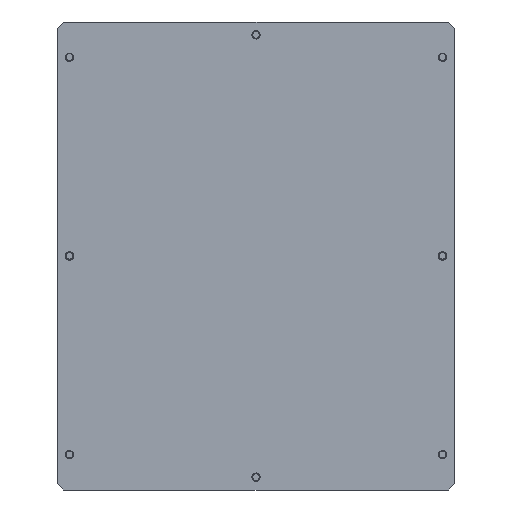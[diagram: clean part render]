
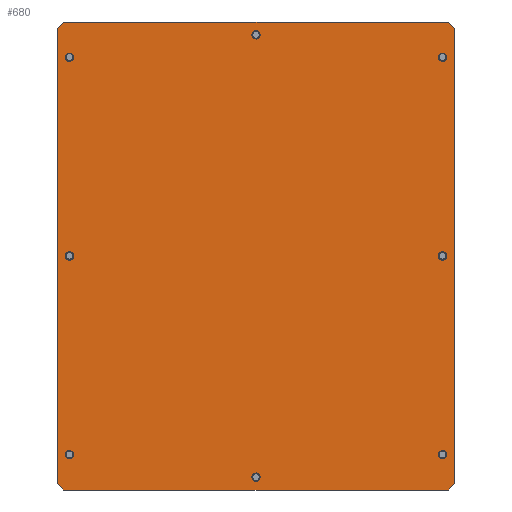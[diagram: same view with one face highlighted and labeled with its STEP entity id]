
A CAD part, front view. The second image highlights one B-rep face of the part: STEP entity #680.
In plain terms, the highlighted planar face has unit normal (0, -1, 0).
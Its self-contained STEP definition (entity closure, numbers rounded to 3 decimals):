
#680=ADVANCED_FACE('',(#1194,#1195,#1196,#1197,#1198,#1199,#1200,#1201,#1202),#1203,.F.);
#1194=FACE_OUTER_BOUND('',#1653,.T.);
#1195=FACE_BOUND('',#1654,.T.);
#1196=FACE_BOUND('',#1655,.T.);
#1197=FACE_BOUND('',#1656,.T.);
#1198=FACE_BOUND('',#1657,.T.);
#1199=FACE_BOUND('',#1658,.T.);
#1200=FACE_BOUND('',#1659,.T.);
#1201=FACE_BOUND('',#1660,.T.);
#1202=FACE_BOUND('',#1661,.T.);
#1203=PLANE('',#1662);
#1653=EDGE_LOOP('',(#2667,#2668,#2669,#2670,#2671,#2672,#2673,#2674));
#1654=EDGE_LOOP('',(#2675,#2676));
#1655=EDGE_LOOP('',(#2677,#2678));
#1656=EDGE_LOOP('',(#2679,#2680));
#1657=EDGE_LOOP('',(#2681,#2682));
#1658=EDGE_LOOP('',(#2683,#2684));
#1659=EDGE_LOOP('',(#2685,#2686));
#1660=EDGE_LOOP('',(#2687,#2688));
#1661=EDGE_LOOP('',(#2689,#2690));
#1662=AXIS2_PLACEMENT_3D('',#2691,#2692,#2693);
#2667=ORIENTED_EDGE('',*,*,#3170,.T.);
#2668=ORIENTED_EDGE('',*,*,#3194,.T.);
#2669=ORIENTED_EDGE('',*,*,#3190,.T.);
#2670=ORIENTED_EDGE('',*,*,#3195,.F.);
#2671=ORIENTED_EDGE('',*,*,#3196,.T.);
#2672=ORIENTED_EDGE('',*,*,#3197,.F.);
#2673=ORIENTED_EDGE('',*,*,#3198,.T.);
#2674=ORIENTED_EDGE('',*,*,#3199,.F.);
#2675=ORIENTED_EDGE('',*,*,#3165,.T.);
#2676=ORIENTED_EDGE('',*,*,#3200,.T.);
#2677=ORIENTED_EDGE('',*,*,#3160,.T.);
#2678=ORIENTED_EDGE('',*,*,#3201,.T.);
#2679=ORIENTED_EDGE('',*,*,#3155,.T.);
#2680=ORIENTED_EDGE('',*,*,#3202,.T.);
#2681=ORIENTED_EDGE('',*,*,#3150,.T.);
#2682=ORIENTED_EDGE('',*,*,#3203,.T.);
#2683=ORIENTED_EDGE('',*,*,#3145,.T.);
#2684=ORIENTED_EDGE('',*,*,#3204,.T.);
#2685=ORIENTED_EDGE('',*,*,#3140,.T.);
#2686=ORIENTED_EDGE('',*,*,#3205,.T.);
#2687=ORIENTED_EDGE('',*,*,#3135,.T.);
#2688=ORIENTED_EDGE('',*,*,#3206,.T.);
#2689=ORIENTED_EDGE('',*,*,#3130,.T.);
#2690=ORIENTED_EDGE('',*,*,#3207,.T.);
#2691=CARTESIAN_POINT('',(155.0,8.7,182.5));
#2692=DIRECTION('',(0.0,1.0,0.0));
#2693=DIRECTION('',(0.0,0.0,1.0));
#3130=EDGE_CURVE('',#3671,#3668,#3672,.T.);
#3135=EDGE_CURVE('',#3680,#3677,#3681,.T.);
#3140=EDGE_CURVE('',#3689,#3686,#3690,.T.);
#3145=EDGE_CURVE('',#3698,#3695,#3699,.T.);
#3150=EDGE_CURVE('',#3707,#3704,#3708,.T.);
#3155=EDGE_CURVE('',#3716,#3713,#3717,.T.);
#3160=EDGE_CURVE('',#3725,#3722,#3726,.T.);
#3165=EDGE_CURVE('',#3734,#3731,#3735,.T.);
#3170=EDGE_CURVE('',#3743,#3740,#3744,.T.);
#3190=EDGE_CURVE('',#3771,#3772,#3773,.T.);
#3194=EDGE_CURVE('',#3740,#3771,#3777,.T.);
#3195=EDGE_CURVE('',#3778,#3772,#3779,.T.);
#3196=EDGE_CURVE('',#3778,#3780,#3781,.T.);
#3197=EDGE_CURVE('',#3782,#3780,#3783,.T.);
#3198=EDGE_CURVE('',#3782,#3784,#3785,.T.);
#3199=EDGE_CURVE('',#3743,#3784,#3786,.T.);
#3200=EDGE_CURVE('',#3731,#3734,#3787,.T.);
#3201=EDGE_CURVE('',#3722,#3725,#3788,.T.);
#3202=EDGE_CURVE('',#3713,#3716,#3789,.T.);
#3203=EDGE_CURVE('',#3704,#3707,#3790,.T.);
#3204=EDGE_CURVE('',#3695,#3698,#3791,.T.);
#3205=EDGE_CURVE('',#3686,#3689,#3792,.T.);
#3206=EDGE_CURVE('',#3677,#3680,#3793,.T.);
#3207=EDGE_CURVE('',#3668,#3671,#3794,.T.);
#3668=VERTEX_POINT('',#4335);
#3671=VERTEX_POINT('',#4339);
#3672=CIRCLE('',#4340,3.3);
#3677=VERTEX_POINT('',#4346);
#3680=VERTEX_POINT('',#4350);
#3681=CIRCLE('',#4351,3.3);
#3686=VERTEX_POINT('',#4357);
#3689=VERTEX_POINT('',#4361);
#3690=CIRCLE('',#4362,3.3);
#3695=VERTEX_POINT('',#4368);
#3698=VERTEX_POINT('',#4372);
#3699=CIRCLE('',#4373,3.3);
#3704=VERTEX_POINT('',#4379);
#3707=VERTEX_POINT('',#4383);
#3708=CIRCLE('',#4384,3.3);
#3713=VERTEX_POINT('',#4390);
#3716=VERTEX_POINT('',#4394);
#3717=CIRCLE('',#4395,3.3);
#3722=VERTEX_POINT('',#4401);
#3725=VERTEX_POINT('',#4405);
#3726=CIRCLE('',#4406,3.3);
#3731=VERTEX_POINT('',#4412);
#3734=VERTEX_POINT('',#4416);
#3735=CIRCLE('',#4417,3.3);
#3740=VERTEX_POINT('',#4423);
#3743=VERTEX_POINT('',#4427);
#3744=LINE('',#4428,#4429);
#3771=VERTEX_POINT('',#4465);
#3772=VERTEX_POINT('',#4466);
#3773=LINE('',#4467,#4468);
#3777=LINE('',#4474,#4475);
#3778=VERTEX_POINT('',#4476);
#3779=LINE('',#4477,#4478);
#3780=VERTEX_POINT('',#4479);
#3781=LINE('',#4480,#4481);
#3782=VERTEX_POINT('',#4482);
#3783=LINE('',#4483,#4484);
#3784=VERTEX_POINT('',#4485);
#3785=LINE('',#4486,#4487);
#3786=LINE('',#4488,#4489);
#3787=CIRCLE('',#4490,3.3);
#3788=CIRCLE('',#4491,3.3);
#3789=CIRCLE('',#4492,3.3);
#3790=CIRCLE('',#4493,3.3);
#3791=CIRCLE('',#4494,3.3);
#3792=CIRCLE('',#4495,3.3);
#3793=CIRCLE('',#4496,3.3);
#3794=CIRCLE('',#4497,3.3);
#4335=CARTESIAN_POINT('',(12.8,8.7,337.5));
#4339=CARTESIAN_POINT('',(6.2,8.7,337.5));
#4340=AXIS2_PLACEMENT_3D('',#4962,#4963,#4964);
#4346=CARTESIAN_POINT('',(12.8,8.7,182.5));
#4350=CARTESIAN_POINT('',(6.2,8.7,182.5));
#4351=AXIS2_PLACEMENT_3D('',#4970,#4971,#4972);
#4357=CARTESIAN_POINT('',(12.8,8.7,27.5));
#4361=CARTESIAN_POINT('',(6.2,8.7,27.5));
#4362=AXIS2_PLACEMENT_3D('',#4978,#4979,#4980);
#4368=CARTESIAN_POINT('',(303.8,8.7,337.5));
#4372=CARTESIAN_POINT('',(297.2,8.7,337.5));
#4373=AXIS2_PLACEMENT_3D('',#4986,#4987,#4988);
#4379=CARTESIAN_POINT('',(303.8,8.7,182.5));
#4383=CARTESIAN_POINT('',(297.2,8.7,182.5));
#4384=AXIS2_PLACEMENT_3D('',#4994,#4995,#4996);
#4390=CARTESIAN_POINT('',(303.8,8.7,27.5));
#4394=CARTESIAN_POINT('',(297.2,8.7,27.5));
#4395=AXIS2_PLACEMENT_3D('',#5002,#5003,#5004);
#4401=CARTESIAN_POINT('',(158.3,8.7,355.0));
#4405=CARTESIAN_POINT('',(151.7,8.7,355.0));
#4406=AXIS2_PLACEMENT_3D('',#5010,#5011,#5012);
#4412=CARTESIAN_POINT('',(158.3,8.7,10.0));
#4416=CARTESIAN_POINT('',(151.7,8.7,10.0));
#4417=AXIS2_PLACEMENT_3D('',#5018,#5019,#5020);
#4423=CARTESIAN_POINT('',(310.0,8.7,5.));
#4427=CARTESIAN_POINT('',(305.0,8.7,0.0));
#4428=CARTESIAN_POINT('',(314.893,8.7,9.893));
#4429=VECTOR('',#5026,1.0);
#4465=CARTESIAN_POINT('',(310.0,8.7,360.0));
#4466=CARTESIAN_POINT('',(305.0,8.7,365.0));
#4467=CARTESIAN_POINT('',(314.893,8.7,355.107));
#4468=VECTOR('',#5060,1.0);
#4474=CARTESIAN_POINT('',(310.0,8.7,182.5));
#4475=VECTOR('',#5063,1.0);
#4476=CARTESIAN_POINT('',(5.,8.7,365.0));
#4477=CARTESIAN_POINT('',(155.0,8.7,365.0));
#4478=VECTOR('',#5064,1.0);
#4479=CARTESIAN_POINT('',(0.0,8.7,360.0));
#4480=CARTESIAN_POINT('',(-4.893,8.7,355.107));
#4481=VECTOR('',#5065,1.0);
#4482=CARTESIAN_POINT('',(0.0,8.7,5.0));
#4483=CARTESIAN_POINT('',(0.0,8.7,182.5));
#4484=VECTOR('',#5066,1.0);
#4485=CARTESIAN_POINT('',(5.0,8.7,0.0));
#4486=CARTESIAN_POINT('',(-4.893,8.7,9.893));
#4487=VECTOR('',#5067,1.0);
#4488=CARTESIAN_POINT('',(155.0,8.7,0.0));
#4489=VECTOR('',#5068,1.0);
#4490=AXIS2_PLACEMENT_3D('',#5069,#5070,#5071);
#4491=AXIS2_PLACEMENT_3D('',#5072,#5073,#5074);
#4492=AXIS2_PLACEMENT_3D('',#5075,#5076,#5077);
#4493=AXIS2_PLACEMENT_3D('',#5078,#5079,#5080);
#4494=AXIS2_PLACEMENT_3D('',#5081,#5082,#5083);
#4495=AXIS2_PLACEMENT_3D('',#5084,#5085,#5086);
#4496=AXIS2_PLACEMENT_3D('',#5087,#5088,#5089);
#4497=AXIS2_PLACEMENT_3D('',#5090,#5091,#5092);
#4962=CARTESIAN_POINT('',(9.5,8.7,337.5));
#4963=DIRECTION('',(-0.0,1.0,0.0));
#4964=DIRECTION('',(1.0,0.0,0.0));
#4970=CARTESIAN_POINT('',(9.5,8.7,182.5));
#4971=DIRECTION('',(-0.0,1.0,0.0));
#4972=DIRECTION('',(1.0,0.0,0.0));
#4978=CARTESIAN_POINT('',(9.5,8.7,27.5));
#4979=DIRECTION('',(-0.0,1.0,0.0));
#4980=DIRECTION('',(1.0,0.0,0.0));
#4986=CARTESIAN_POINT('',(300.5,8.7,337.5));
#4987=DIRECTION('',(-0.0,1.0,0.0));
#4988=DIRECTION('',(1.0,0.0,0.0));
#4994=CARTESIAN_POINT('',(300.5,8.7,182.5));
#4995=DIRECTION('',(-0.0,1.0,0.0));
#4996=DIRECTION('',(1.0,0.0,0.0));
#5002=CARTESIAN_POINT('',(300.5,8.7,27.5));
#5003=DIRECTION('',(-0.0,1.0,0.0));
#5004=DIRECTION('',(1.0,0.0,0.0));
#5010=CARTESIAN_POINT('',(155.0,8.7,355.0));
#5011=DIRECTION('',(-0.0,1.0,0.0));
#5012=DIRECTION('',(1.0,0.0,0.0));
#5018=CARTESIAN_POINT('',(155.0,8.7,10.0));
#5019=DIRECTION('',(-0.0,1.0,0.0));
#5020=DIRECTION('',(1.0,0.0,0.0));
#5026=DIRECTION('',(0.707,-0.0,0.707));
#5060=DIRECTION('',(-0.707,0.0,0.707));
#5063=DIRECTION('',(0.0,0.0,1.0));
#5064=DIRECTION('',(1.0,0.0,0.0));
#5065=DIRECTION('',(-0.707,0.0,-0.707));
#5066=DIRECTION('',(0.0,0.0,1.0));
#5067=DIRECTION('',(0.707,0.0,-0.707));
#5068=DIRECTION('',(-1.0,0.0,0.0));
#5069=CARTESIAN_POINT('',(155.0,8.7,10.0));
#5070=DIRECTION('',(-0.0,1.0,0.0));
#5071=DIRECTION('',(1.0,0.0,0.0));
#5072=CARTESIAN_POINT('',(155.0,8.7,355.0));
#5073=DIRECTION('',(-0.0,1.0,0.0));
#5074=DIRECTION('',(1.0,0.0,0.0));
#5075=CARTESIAN_POINT('',(300.5,8.7,27.5));
#5076=DIRECTION('',(-0.0,1.0,0.0));
#5077=DIRECTION('',(1.0,0.0,0.0));
#5078=CARTESIAN_POINT('',(300.5,8.7,182.5));
#5079=DIRECTION('',(-0.0,1.0,0.0));
#5080=DIRECTION('',(1.0,0.0,0.0));
#5081=CARTESIAN_POINT('',(300.5,8.7,337.5));
#5082=DIRECTION('',(-0.0,1.0,0.0));
#5083=DIRECTION('',(1.0,0.0,0.0));
#5084=CARTESIAN_POINT('',(9.5,8.7,27.5));
#5085=DIRECTION('',(-0.0,1.0,0.0));
#5086=DIRECTION('',(1.0,0.0,0.0));
#5087=CARTESIAN_POINT('',(9.5,8.7,182.5));
#5088=DIRECTION('',(-0.0,1.0,0.0));
#5089=DIRECTION('',(1.0,0.0,0.0));
#5090=CARTESIAN_POINT('',(9.5,8.7,337.5));
#5091=DIRECTION('',(-0.0,1.0,0.0));
#5092=DIRECTION('',(1.0,0.0,0.0));
